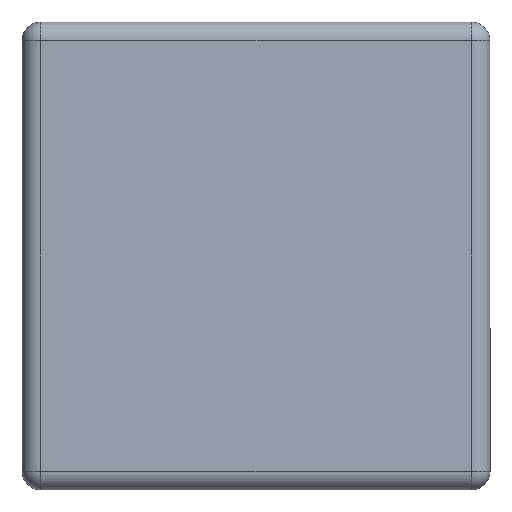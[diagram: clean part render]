
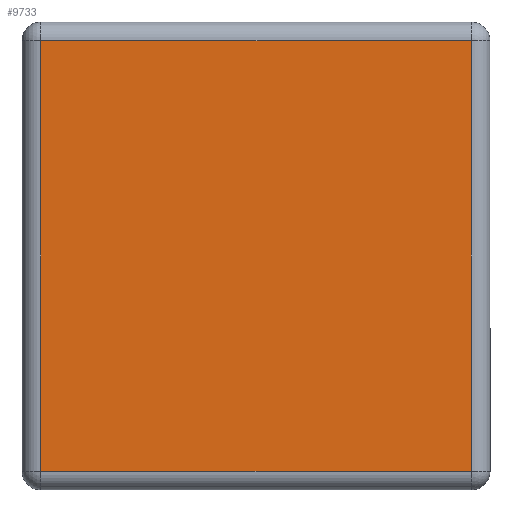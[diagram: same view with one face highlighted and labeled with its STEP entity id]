
A CAD part, left-side view. The second image highlights one B-rep face of the part: STEP entity #9733.
In plain terms, the highlighted planar face has unit normal (-1, 0, 0).
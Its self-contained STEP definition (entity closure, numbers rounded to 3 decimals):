
#461 = ORIENTED_EDGE ( 'NONE', *, *, #6436, .F. ) ;
#603 = LINE ( 'NONE', #11042, #12109 ) ;
#976 = LINE ( 'NONE', #5048, #4438 ) ;
#1184 = FACE_OUTER_BOUND ( 'NONE', #12946, .T. ) ;
#1484 = ORIENTED_EDGE ( 'NONE', *, *, #3820, .F. ) ;
#1586 = DIRECTION ( 'NONE',  ( 1., 0., 0. ) ) ;
#2231 = CARTESIAN_POINT ( 'NONE',  ( -1.6, 1.25, -1.15 ) ) ;
#2449 = VERTEX_POINT ( 'NONE', #3553 ) ;
#2761 = LINE ( 'NONE', #12438, #6279 ) ;
#3051 = DIRECTION ( 'NONE',  ( 0., -1., 0. ) ) ;
#3553 = CARTESIAN_POINT ( 'NONE',  ( -1.6, -1.15, -1.15 ) ) ;
#3633 = CARTESIAN_POINT ( 'NONE',  ( -1.6, 1.15, -1.15 ) ) ;
#3820 = EDGE_CURVE ( 'NONE', #13554, #2449, #603, .T. ) ;
#4438 = VECTOR ( 'NONE', #7090, 1000. ) ;
#5048 = CARTESIAN_POINT ( 'NONE',  ( -1.6, 1.15, 1.25 ) ) ;
#5152 = VERTEX_POINT ( 'NONE', #8022 ) ;
#5453 = DIRECTION ( 'NONE',  ( 0., 1., 0. ) ) ;
#5769 = DIRECTION ( 'NONE',  ( 0., 0., 1. ) ) ;
#6279 = VECTOR ( 'NONE', #3051, 1000. ) ;
#6436 = EDGE_CURVE ( 'NONE', #5152, #13554, #2761, .T. ) ;
#6923 = DIRECTION ( 'NONE',  ( 0., 0., -1. ) ) ;
#7090 = DIRECTION ( 'NONE',  ( 0., 0., 1. ) ) ;
#8022 = CARTESIAN_POINT ( 'NONE',  ( -1.6, 1.15, 1.15 ) ) ;
#9733 = ADVANCED_FACE ( 'NONE', ( #1184 ), #10783, .F. ) ;
#9783 = VERTEX_POINT ( 'NONE', #3633 ) ;
#9888 = EDGE_CURVE ( 'NONE', #9783, #5152, #976, .T. ) ;
#10557 = CARTESIAN_POINT ( 'NONE',  ( -1.6, -1.15, 1.15 ) ) ;
#10783 = PLANE ( 'NONE',  #12834 ) ;
#11042 = CARTESIAN_POINT ( 'NONE',  ( -1.6, -1.15, -1.25 ) ) ;
#11821 = VECTOR ( 'NONE', #5453, 1000. ) ;
#12011 = EDGE_CURVE ( 'NONE', #2449, #9783, #13061, .T. ) ;
#12109 = VECTOR ( 'NONE', #6923, 1000. ) ;
#12129 = ORIENTED_EDGE ( 'NONE', *, *, #9888, .F. ) ;
#12438 = CARTESIAN_POINT ( 'NONE',  ( -1.6, -1.25, 1.15 ) ) ;
#12834 = AXIS2_PLACEMENT_3D ( 'NONE', #12978, #1586, #5769 ) ;
#12886 = ORIENTED_EDGE ( 'NONE', *, *, #12011, .F. ) ;
#12946 = EDGE_LOOP ( 'NONE', ( #461, #12129, #12886, #1484 ) ) ;
#12978 = CARTESIAN_POINT ( 'NONE',  ( -1.6, 0., 0. ) ) ;
#13061 = LINE ( 'NONE', #2231, #11821 ) ;
#13554 = VERTEX_POINT ( 'NONE', #10557 ) ;
